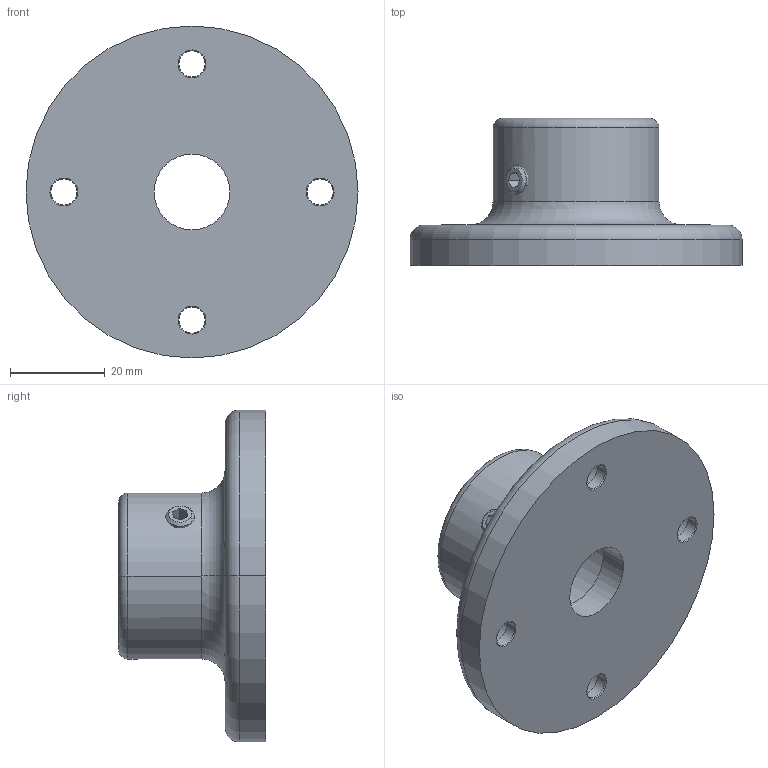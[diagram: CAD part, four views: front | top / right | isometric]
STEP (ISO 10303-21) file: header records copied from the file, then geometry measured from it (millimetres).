
FILE_DESCRIPTION(('STEP AP214'),'1');
FILE_NAME('cctmp_7A0A318B-CE65-4BF7-A078-B2CAD156760B_2023_10_16_23_23_48_0471..stp','2023-10-16T21:23:49',('SIEMENS A&D'),('CADClick - www.CADClick.com'),'Spatial InterOp 3D postprocessed',' ','unknown authorization');
FILE_SCHEMA(('AUTOMOTIVE_DESIGN'));
Length unit declared in the file: millimetre
Products named in the file (3): cc_unnamed; 2023_10_16_23_23_48_0455; 2023_10_16_23_23_48_0424
Assembly tree (2 placements, depth 2):
  cc_unnamed
    2023_10_16_23_23_48_0455
    2023_10_16_23_23_48_0424
Bounding box: 70 x 31 x 70 mm (x, y, z)
Volume: 38849.4 mm3; surface area: 14210.4 mm2
Topology: 2 solids, 2 shells, 80 faces, 190 edges, 115 vertices
Faces by surface type: cylinder 28, torus 24, plane 16, cone 8, bspline 4
Entity records: 2971 total; most frequent: CARTESIAN_POINT 756, DIRECTION 438, ORIENTED_EDGE 376, AXIS2_PLACEMENT_3D 195, EDGE_CURVE 188, CIRCLE 116, VERTEX_POINT 115, EDGE_LOOP 95
